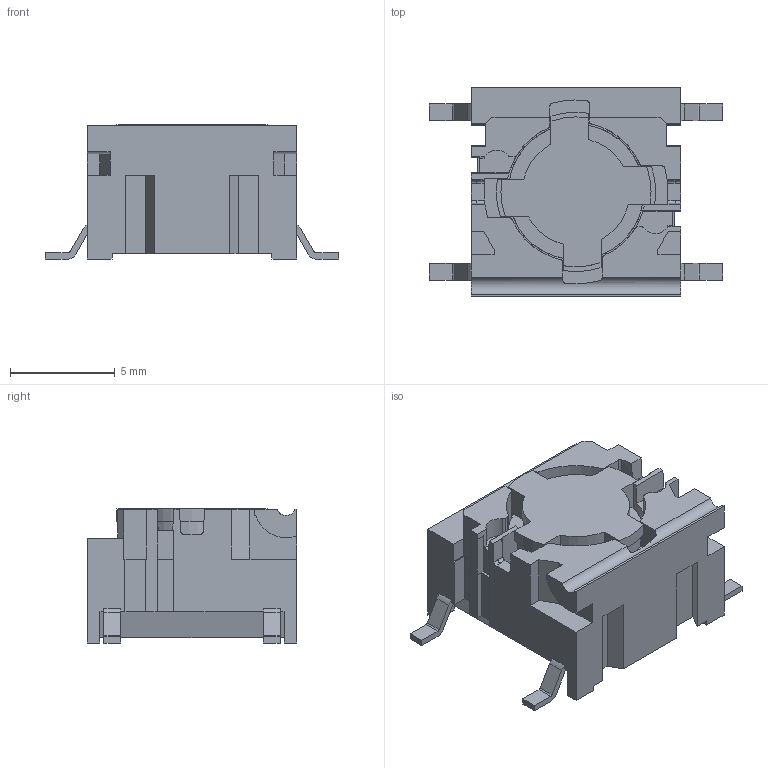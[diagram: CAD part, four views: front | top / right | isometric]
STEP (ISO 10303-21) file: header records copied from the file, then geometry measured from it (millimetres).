
FILE_DESCRIPTION(('FreeCAD Model'),'2;1');
FILE_NAME('Part6.step','2017-10-12T13:03:59',( 'kicad StepUp'),('ksu MCAD'),'Open CASCADE STEP processor 7.1', 'FreeCAD','Unknown');
FILE_SCHEMA(('AUTOMOTIVE_DESIGN_CC2 { 1 2 10303 214 -1 1 5 4 }'));
Length unit declared in the file: millimetre
Products named in the file (1): Part6
Bounding box: 14 x 10 x 6.4 mm (x, y, z)
Volume: 508.9 mm3; surface area: 650.6 mm2
Topology: 1 solids, 1 shells, 419 faces, 1242 edges, 817 vertices
Faces by surface type: plane 296, cylinder 80, bspline 31, cone 12
Entity records: 14177 total; most frequent: CARTESIAN_POINT 3007, ORIENTED_EDGE 2484, DIRECTION 2152, EDGE_CURVE 1242, LINE 924, VECTOR 924, VERTEX_POINT 817, AXIS2_PLACEMENT_3D 614
